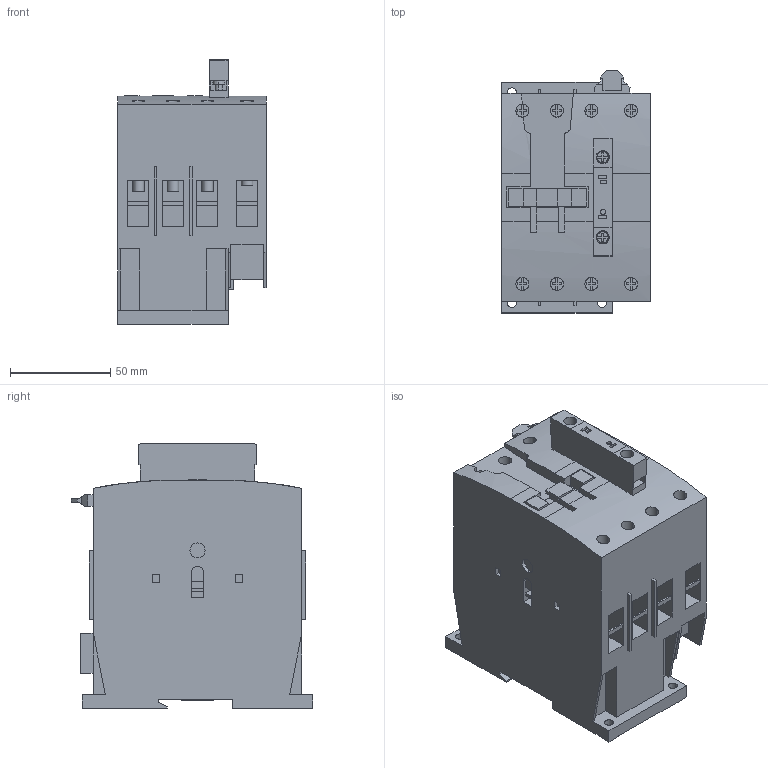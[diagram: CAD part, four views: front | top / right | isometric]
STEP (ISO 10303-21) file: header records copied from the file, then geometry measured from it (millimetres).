
FILE_DESCRIPTION( ( '' ), '1' );
FILE_NAME( 'dil_mp63_80.stp', '2010-03-05T08:02:18', ( '' ), ( '' ), ' ', ' ', ' ' );
FILE_SCHEMA( ( 'CONFIG_CONTROL_DESIGN' ) );
Length unit declared in the file: millimetre
Products named in the file (1): 1
Bounding box: 74 x 120.5 x 132.1 mm (x, y, z)
Volume: 739152.7 mm3; surface area: 85637.4 mm2
Topology: 1 solids, 1 shells, 566 faces, 1557 edges, 1039 vertices
Faces by surface type: plane 498, cylinder 64, cone 4
Entity records: 18452 total; most frequent: CARTESIAN_POINT 3821, ORIENTED_EDGE 3114, DIRECTION 2824, EDGE_CURVE 1557, LINE 1352, VECTOR 1352, VERTEX_POINT 1039, AXIS2_PLACEMENT_3D 736
